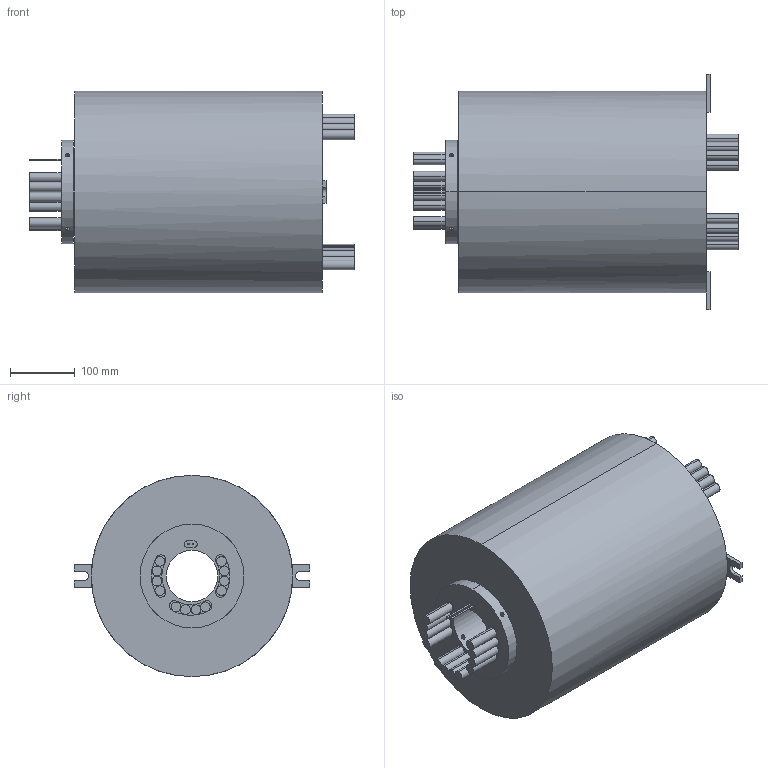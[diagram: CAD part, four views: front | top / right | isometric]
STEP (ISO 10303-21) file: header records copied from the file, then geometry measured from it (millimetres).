
FILE_DESCRIPTION (( 'STEP AP203' ), '1' );
FILE_NAME ('RX01120003.STEP', '2020-11-26T03:49:43', ( '微软用户' ), ( '微软中国' ), 'SwSTEP 2.0', 'SolidWorks 2014', '' );
FILE_SCHEMA (( 'CONFIG_CONTROL_DESIGN' ));
Length unit declared in the file: millimetre
Products named in the file (1): RX01120003
Bounding box: 501 x 362 x 310 mm (x, y, z)
Volume: 27335633.4 mm3; surface area: 707975.1 mm2
Topology: 1 solids, 1 shells, 205 faces, 455 edges, 298 vertices
Faces by surface type: cylinder 125, plane 68, cone 12
Entity records: 6356 total; most frequent: CARTESIAN_POINT 1479, DIRECTION 1101, ORIENTED_EDGE 910, AXIS2_PLACEMENT_3D 456, EDGE_CURVE 455, VERTEX_POINT 298, EDGE_LOOP 261, CIRCLE 250
